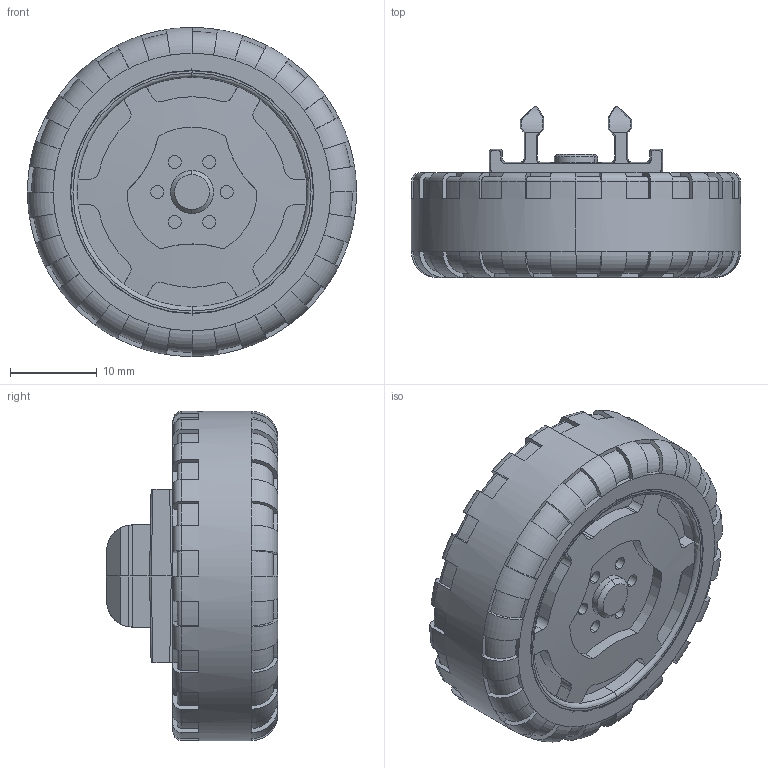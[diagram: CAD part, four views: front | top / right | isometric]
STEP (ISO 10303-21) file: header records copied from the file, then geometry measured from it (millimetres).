
FILE_DESCRIPTION (( 'STEP AP203' ), '1' );
FILE_NAME ('20-00258-001a.STEP', '2014-04-13T23:52:48', ( 'Nicholas Morozovsky' ), ( '' ), 'SwSTEP 2.0', 'SolidWorks 2012', '' );
FILE_SCHEMA (( 'CONFIG_CONTROL_DESIGN' ));
Length unit declared in the file: millimetre
Products named in the file (1): 20-00258-001a
Bounding box: 38 x 19.8 x 38 mm (x, y, z)
Volume: 8278.9 mm3; surface area: 11387.4 mm2
Topology: 4 solids, 4 shells, 767 faces, 1975 edges, 1260 vertices
Faces by surface type: plane 426, cylinder 212, torus 104, cone 16, bspline 8, sphere 1
Entity records: 23799 total; most frequent: CARTESIAN_POINT 4757, DIRECTION 4166, ORIENTED_EDGE 3946, EDGE_CURVE 1973, AXIS2_PLACEMENT_3D 1582, VERTEX_POINT 1259, VECTOR 1002, LINE 1002
